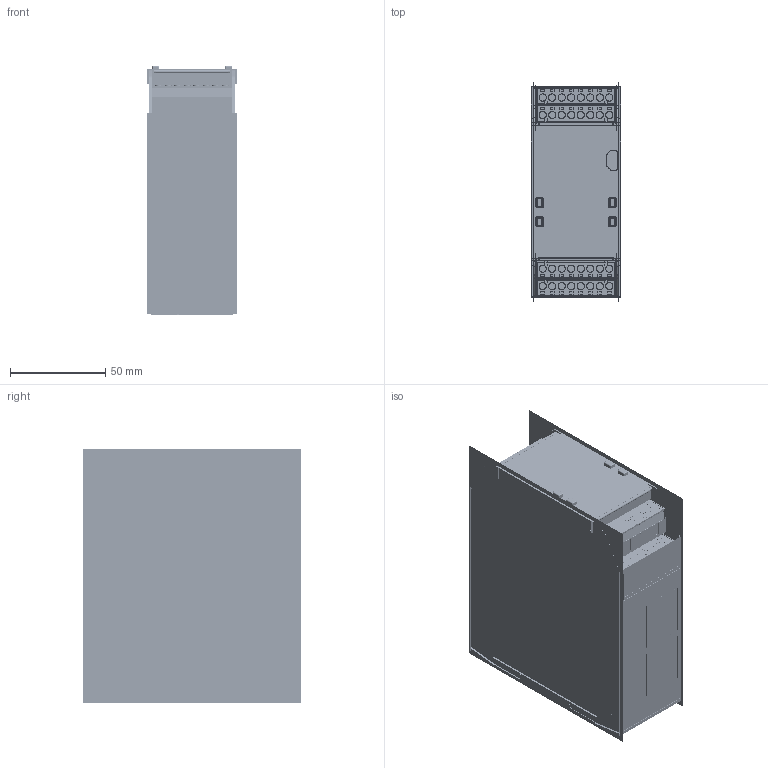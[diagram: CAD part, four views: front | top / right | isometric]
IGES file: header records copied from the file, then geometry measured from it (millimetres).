
Start section:  PTC IGES file: 174021_sm01.igs
Global section: file name: 174021_sm01.igs; native system: Creo Parametric by PTC Inc.; preprocessor: 2019292; author: PDMAdmin; organization: Unknown; date: 20220420.132331; units: millimetre
Bounding box: 46.8 x 114.5 x 133.56 mm (x, y, z)
Volume: 574168.7 mm3; surface area: 352956.9 mm2
Topology: 1 solids, 1 shells, 6772 faces, 33336 edges, 40844 vertices
Faces by surface type: bspline 5108, revolution 1664
